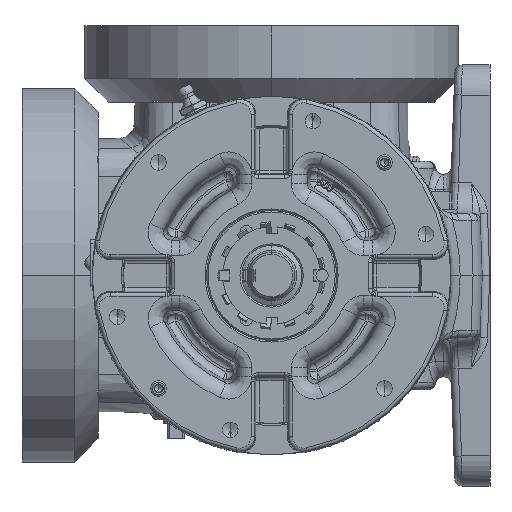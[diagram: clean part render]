
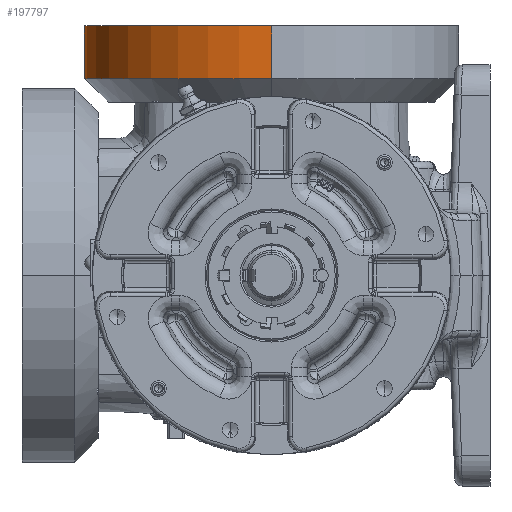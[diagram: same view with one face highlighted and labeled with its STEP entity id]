
A CAD part, left-side view. The second image highlights one B-rep face of the part: STEP entity #197797.
In plain terms, the highlighted cylindrical face has radius 76.2 mm (diameter 152.4 mm), a partial arc.
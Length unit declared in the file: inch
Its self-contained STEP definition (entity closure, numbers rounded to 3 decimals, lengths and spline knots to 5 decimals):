
#1134 = DIRECTION ( 'NONE',  ( 0., 0., -1. ) ) ;
#1815 = ORIENTED_EDGE ( 'NONE', *, *, #116511, .T. ) ;
#15012 = CARTESIAN_POINT ( 'NONE',  ( -1.165, 0., 3.155 ) ) ;
#24519 = VECTOR ( 'NONE', #119840, 39.37008 ) ;
#27436 = VERTEX_POINT ( 'NONE', #48927 ) ;
#48927 = CARTESIAN_POINT ( 'NONE',  ( 4.835, 0., 4. ) ) ;
#61196 = CARTESIAN_POINT ( 'NONE',  ( 4.835, 0., 3.155 ) ) ;
#63858 = DIRECTION ( 'NONE',  ( 0., 0., -1. ) ) ;
#65530 = LINE ( 'NONE', #227226, #198059 ) ;
#66334 = CIRCLE ( 'NONE', #142523, 3. ) ;
#69734 = LINE ( 'NONE', #150607, #24519 ) ;
#86587 = DIRECTION ( 'NONE',  ( 0., 0., -1. ) ) ;
#90539 = CARTESIAN_POINT ( 'NONE',  ( 1.835, 0., 3.155 ) ) ;
#93100 = DIRECTION ( 'NONE',  ( 0., 0., -1. ) ) ;
#103890 = CIRCLE ( 'NONE', #120652, 3. ) ;
#108559 = AXIS2_PLACEMENT_3D ( 'NONE', #245309, #63858, #144726 ) ;
#116511 = EDGE_CURVE ( 'NONE', #27436, #144886, #65530, .T. ) ;
#119840 = DIRECTION ( 'NONE',  ( 0., 0., -1. ) ) ;
#120652 = AXIS2_PLACEMENT_3D ( 'NONE', #222328, #1134, #161341 ) ;
#134924 = EDGE_LOOP ( 'NONE', ( #234439, #1815, #151082, #229401 ) ) ;
#142523 = AXIS2_PLACEMENT_3D ( 'NONE', #90539, #93100, #233673 ) ;
#143378 = CYLINDRICAL_SURFACE ( 'NONE', #108559, 3. ) ;
#144726 = DIRECTION ( 'NONE',  ( -1., 0., 0. ) ) ;
#144886 = VERTEX_POINT ( 'NONE', #61196 ) ;
#150607 = CARTESIAN_POINT ( 'NONE',  ( -1.165, 0., 1.3954 ) ) ;
#151082 = ORIENTED_EDGE ( 'NONE', *, *, #241542, .F. ) ;
#161341 = DIRECTION ( 'NONE',  ( -1., 0., 0. ) ) ;
#181804 = FACE_OUTER_BOUND ( 'NONE', #134924, .T. ) ;
#186213 = VERTEX_POINT ( 'NONE', #15012 ) ;
#197797 = ADVANCED_FACE ( 'NONE', ( #181804 ), #143378, .T. ) ;
#198059 = VECTOR ( 'NONE', #86587, 39.37008 ) ;
#222328 = CARTESIAN_POINT ( 'NONE',  ( 1.835, 0., 4. ) ) ;
#225761 = CARTESIAN_POINT ( 'NONE',  ( -1.165, 0., 4. ) ) ;
#227226 = CARTESIAN_POINT ( 'NONE',  ( 4.835, 0., 1.3954 ) ) ;
#229401 = ORIENTED_EDGE ( 'NONE', *, *, #248761, .F. ) ;
#233673 = DIRECTION ( 'NONE',  ( -1., 0., 0. ) ) ;
#234439 = ORIENTED_EDGE ( 'NONE', *, *, #247133, .T. ) ;
#241542 = EDGE_CURVE ( 'NONE', #186213, #144886, #66334, .T. ) ;
#245309 = CARTESIAN_POINT ( 'NONE',  ( 1.835, 0., 1.3954 ) ) ;
#247133 = EDGE_CURVE ( 'NONE', #255929, #27436, #103890, .T. ) ;
#248761 = EDGE_CURVE ( 'NONE', #255929, #186213, #69734, .T. ) ;
#255929 = VERTEX_POINT ( 'NONE', #225761 ) ;
